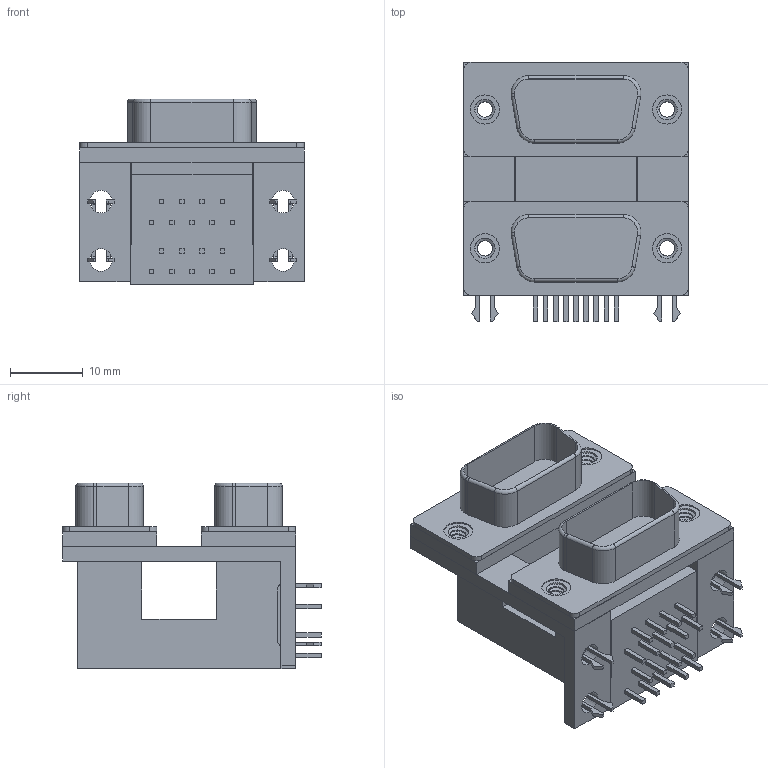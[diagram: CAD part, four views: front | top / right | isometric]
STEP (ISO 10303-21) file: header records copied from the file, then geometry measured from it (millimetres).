
FILE_DESCRIPTION (( 'STEP AP214' ), '1' );
FILE_NAME ('L17H2110130.STEP', '2022-09-01T09:17:59', ( '' ), ( '' ), 'SwSTEP 2.0', 'SolidWorks 2021', '' );
FILE_SCHEMA (( 'AUTOMOTIVE_DESIGN' ));
Length unit declared in the file: millimetre
Products named in the file (2): L17H2110130 body_main; L17H2110130
Assembly tree (1 placements, depth 2):
  L17H2110130
    L17H2110130 body_main
Bounding box: 30.81 x 35.54 x 25.5 mm (x, y, z)
Volume: 10161.3 mm3; surface area: 8985.3 mm2
Topology: 22 solids, 22 shells, 440 faces, 1086 edges, 708 vertices
Faces by surface type: plane 264, cylinder 154, bspline 12, torus 10
Entity records: 18647 total; most frequent: CARTESIAN_POINT 8086, ORIENTED_EDGE 2172, DIRECTION 2044, EDGE_CURVE 1086, LINE 744, VECTOR 744, VERTEX_POINT 708, AXIS2_PLACEMENT_3D 650
